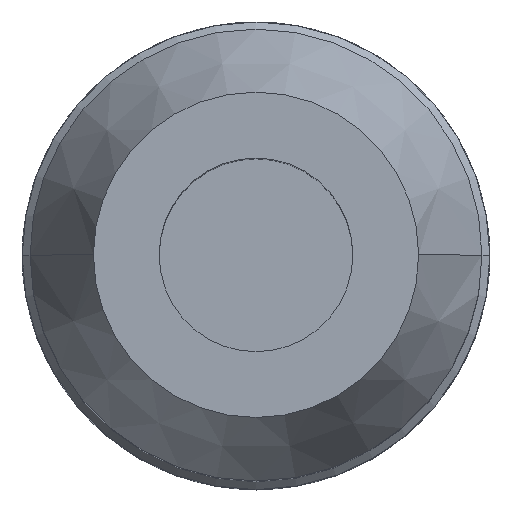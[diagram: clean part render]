
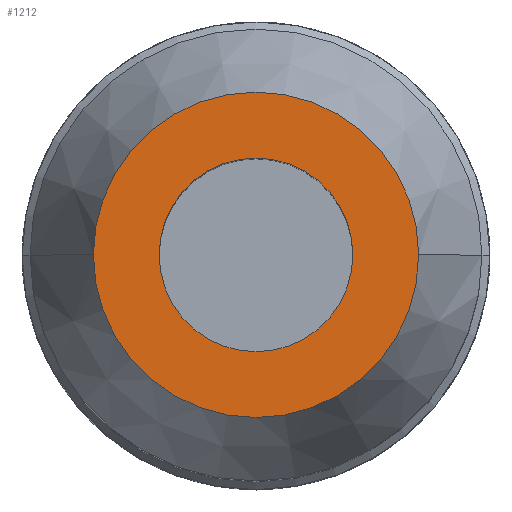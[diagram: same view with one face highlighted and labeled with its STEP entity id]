
A CAD part, top view. The second image highlights one B-rep face of the part: STEP entity #1212.
In plain terms, the highlighted planar face has unit normal (0, 0, 1).
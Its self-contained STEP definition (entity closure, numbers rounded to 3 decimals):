
#93 = DIRECTION ( 'NONE',  ( 0., 0., -1. ) ) ;
#154 = CARTESIAN_POINT ( 'NONE',  ( 9.525, 0., 76.2 ) ) ;
#214 = DIRECTION ( 'NONE',  ( 0., 0., -1. ) ) ;
#215 = EDGE_CURVE ( 'NONE', #454, #448, #1254, .T. ) ;
#441 = VERTEX_POINT ( 'NONE', #760 ) ;
#448 = VERTEX_POINT ( 'NONE', #154 ) ;
#454 = VERTEX_POINT ( 'NONE', #624 ) ;
#476 = DIRECTION ( 'NONE',  ( -1., 0., 0. ) ) ;
#586 = DIRECTION ( 'NONE',  ( 0., 0., -1. ) ) ;
#624 = CARTESIAN_POINT ( 'NONE',  ( -9.525, 0., 76.2 ) ) ;
#635 = EDGE_LOOP ( 'NONE', ( #989, #971 ) ) ;
#714 = EDGE_CURVE ( 'NONE', #441, #1009, #1359, .T. ) ;
#727 = DIRECTION ( 'NONE',  ( -1., 0., 0. ) ) ;
#733 = EDGE_CURVE ( 'NONE', #1009, #441, #1287, .T. ) ;
#754 = ORIENTED_EDGE ( 'NONE', *, *, #714, .F. ) ;
#760 = CARTESIAN_POINT ( 'NONE',  ( -16., 0., 76.2 ) ) ;
#795 = FACE_OUTER_BOUND ( 'NONE', #1539, .T. ) ;
#824 = DIRECTION ( 'NONE',  ( -1., 0., 0. ) ) ;
#832 = FACE_BOUND ( 'NONE', #635, .T. ) ;
#840 = CARTESIAN_POINT ( 'NONE',  ( 0., 0., 76.2 ) ) ;
#875 = AXIS2_PLACEMENT_3D ( 'NONE', #1197, #1038, #727 ) ;
#883 = CARTESIAN_POINT ( 'NONE',  ( 0., 16., 76.2 ) ) ;
#889 = EDGE_CURVE ( 'NONE', #448, #454, #1487, .T. ) ;
#944 = CARTESIAN_POINT ( 'NONE',  ( 0., 0., 76.2 ) ) ;
#955 = ORIENTED_EDGE ( 'NONE', *, *, #733, .F. ) ;
#971 = ORIENTED_EDGE ( 'NONE', *, *, #889, .T. ) ;
#989 = ORIENTED_EDGE ( 'NONE', *, *, #215, .T. ) ;
#1009 = VERTEX_POINT ( 'NONE', #1057 ) ;
#1038 = DIRECTION ( 'NONE',  ( 0., 0., -1. ) ) ;
#1040 = AXIS2_PLACEMENT_3D ( 'NONE', #883, #1119, #476 ) ;
#1057 = CARTESIAN_POINT ( 'NONE',  ( 16., 0., 76.2 ) ) ;
#1083 = DIRECTION ( 'NONE',  ( -1., 0., 0. ) ) ;
#1119 = DIRECTION ( 'NONE',  ( 0., 0., -1. ) ) ;
#1143 = AXIS2_PLACEMENT_3D ( 'NONE', #1298, #586, #1536 ) ;
#1197 = CARTESIAN_POINT ( 'NONE',  ( 0., 0., 76.2 ) ) ;
#1212 = ADVANCED_FACE ( 'NONE', ( #832, #795 ), #1371, .F. ) ;
#1254 = CIRCLE ( 'NONE', #1491, 9.525 ) ;
#1287 = CIRCLE ( 'NONE', #1377, 16. ) ;
#1298 = CARTESIAN_POINT ( 'NONE',  ( 0., 0., 76.2 ) ) ;
#1359 = CIRCLE ( 'NONE', #1143, 16. ) ;
#1371 = PLANE ( 'NONE',  #1040 ) ;
#1377 = AXIS2_PLACEMENT_3D ( 'NONE', #840, #214, #1083 ) ;
#1487 = CIRCLE ( 'NONE', #875, 9.525 ) ;
#1491 = AXIS2_PLACEMENT_3D ( 'NONE', #944, #93, #824 ) ;
#1536 = DIRECTION ( 'NONE',  ( -1., 0., 0. ) ) ;
#1539 = EDGE_LOOP ( 'NONE', ( #754, #955 ) ) ;
